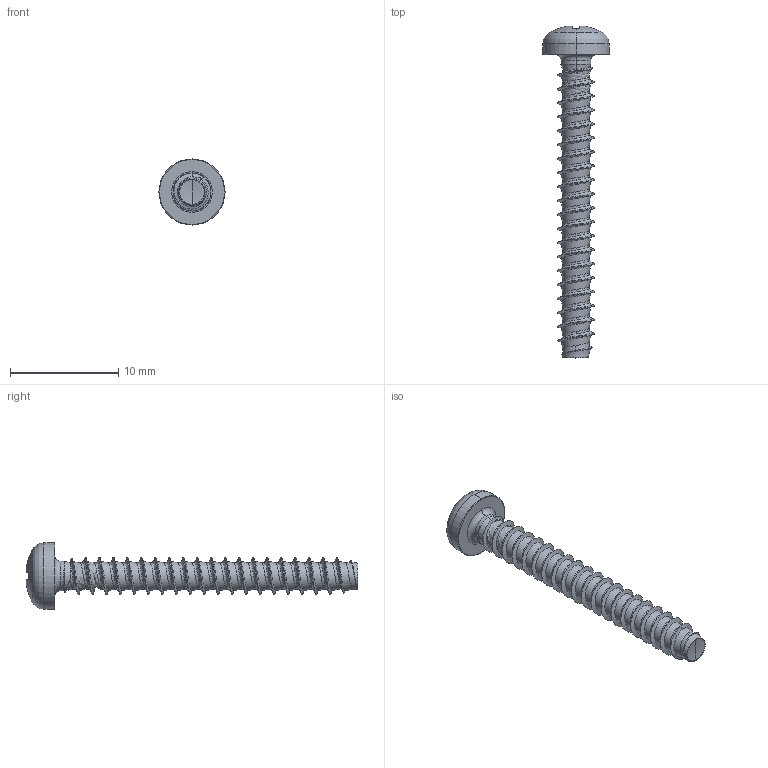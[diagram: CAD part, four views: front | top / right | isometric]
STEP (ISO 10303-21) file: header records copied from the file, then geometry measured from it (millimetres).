
FILE_DESCRIPTION (( 'STEP AP203' ), '1' );
FILE_NAME ('STP320350280.STEP', '2020-09-03T17:05:57', ( '' ), ( '' ), 'SwSTEP 2.0', 'SolidWorks 2015', '' );
FILE_SCHEMA (( 'CONFIG_CONTROL_DESIGN' ));
Length unit declared in the file: millimetre
Products named in the file (2): STP320350280
Bounding box: 6.1 x 30.65 x 6.1 mm (x, y, z)
Volume: 213.8 mm3; surface area: 461.3 mm2
Topology: 1 solids, 1 shells, 204 faces, 482 edges, 280 vertices
Faces by surface type: cylinder 67, bspline 51, torus 28, sphere 28, plane 22, cone 8
Entity records: 35189 total; most frequent: CARTESIAN_POINT 30870, ORIENTED_EDGE 960, DIRECTION 785, EDGE_CURVE 480, AXIS2_PLACEMENT_3D 343, VERTEX_POINT 280, EDGE_LOOP 206, FACE_OUTER_BOUND 204
